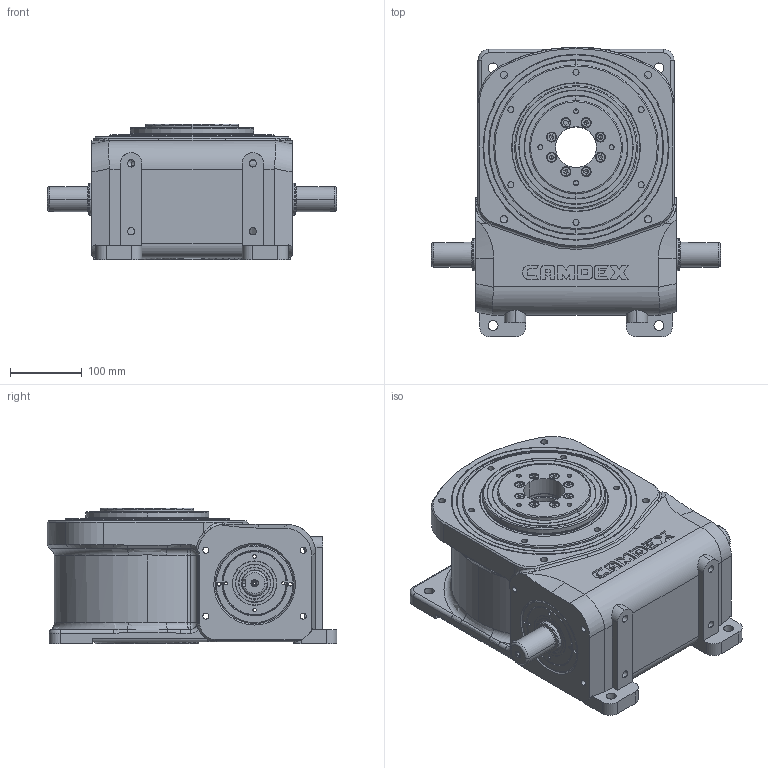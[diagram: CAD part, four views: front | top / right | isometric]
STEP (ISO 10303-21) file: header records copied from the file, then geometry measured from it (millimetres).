
FILE_DESCRIPTION (( 'STEP AP203' ), '1' );
FILE_NAME ('150DA-OUT.STEP', '2015-06-09T07:44:39', ( '' ), ( '' ), 'SwSTEP 2.0', 'SolidWorks 2012', '' );
FILE_SCHEMA (( 'CONFIG_CONTROL_DESIGN' ));
Length unit declared in the file: millimetre
Products named in the file (1): 150DA-OUT
Bounding box: 404 x 405 x 190 mm (x, y, z)
Surface area: 641470.9 mm2 (no closed solid volume)
Topology: 0 solids, 60 shells, 903 faces, 2455 edges, 1554 vertices
Faces by surface type: plane 365, cylinder 271, cone 118, torus 106, bspline 37, sphere 6
Entity records: 30733 total; most frequent: CARTESIAN_POINT 7999, DIRECTION 4974, ORIENTED_EDGE 4271, EDGE_CURVE 2411, AXIS2_PLACEMENT_3D 1841, VERTEX_POINT 1554, LINE 1292, VECTOR 1292
